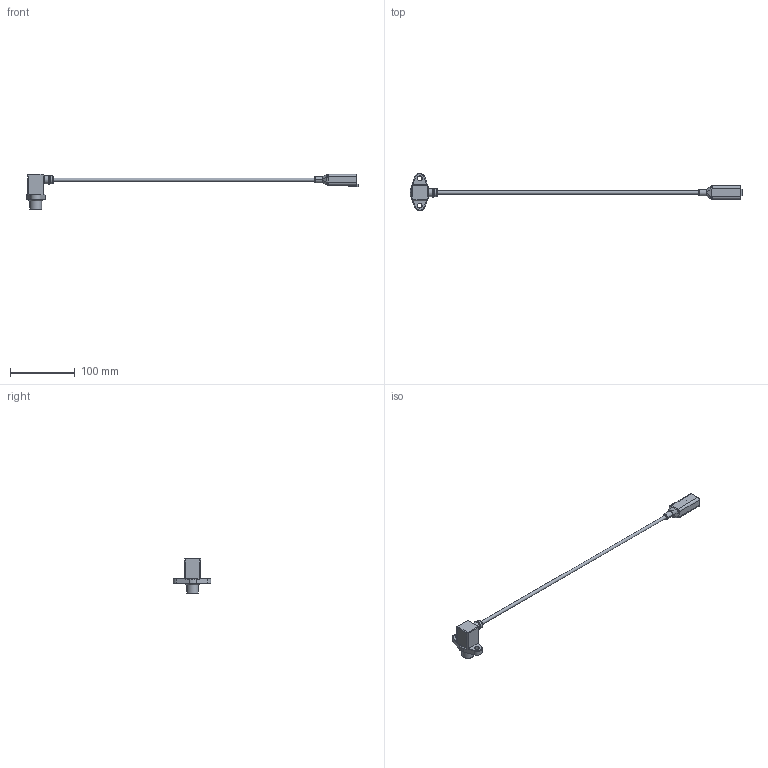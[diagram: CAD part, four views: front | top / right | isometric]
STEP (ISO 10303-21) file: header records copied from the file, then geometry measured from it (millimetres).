
FILE_DESCRIPTION(/* description */ (''),/* implementation_level */ '2;1');
FILE_NAME(/* name */ 'H1816FOR0.43DT04外形图.stp',/* time_stamp */ '2024-08-29T11:22:48+08:00',/* author */ (''),/* organization */ (''),/* preprocessor_version */ 'ST-DEVELOPER v16.7',/* originating_system */ 'SIEMENS PLM Software NX 12.0',/* authorisation */ '');
FILE_SCHEMA (('AP203_CONFIGURATION_CONTROLLED_3D_DESIGN_OF_MECHANICAL_PARTS_AND_ASSEMBLIES_MIM_LF { 1 0 10303 403 2 1 2}'));
Length unit declared in the file: millimetre
Products named in the file (1): Dell27D840FCyk2p
Bounding box: 511.5 x 57.97 x 54.4 mm (x, y, z)
Volume: 52876 mm3; surface area: 22572.7 mm2
Topology: 2 solids, 5 shells, 310 faces, 856 edges, 537 vertices
Faces by surface type: plane 119, bspline 85, cylinder 80, cone 9, torus 9, sphere 8
Full cylindrical faces by diameter (mm): 5 x1, 7 x2, 12.3 x1, 12.4 x1, 14.1 x1, 16.4 x1, 16.8 x1, 18 x1, 19 x1, 20 x1
Entity records: 12299 total; most frequent: CARTESIAN_POINT 5338, ORIENTED_EDGE 1542, DIRECTION 1167, EDGE_CURVE 771, VERTEX_POINT 506, AXIS2_PLACEMENT_3D 419, EDGE_LOOP 370, LINE 329
